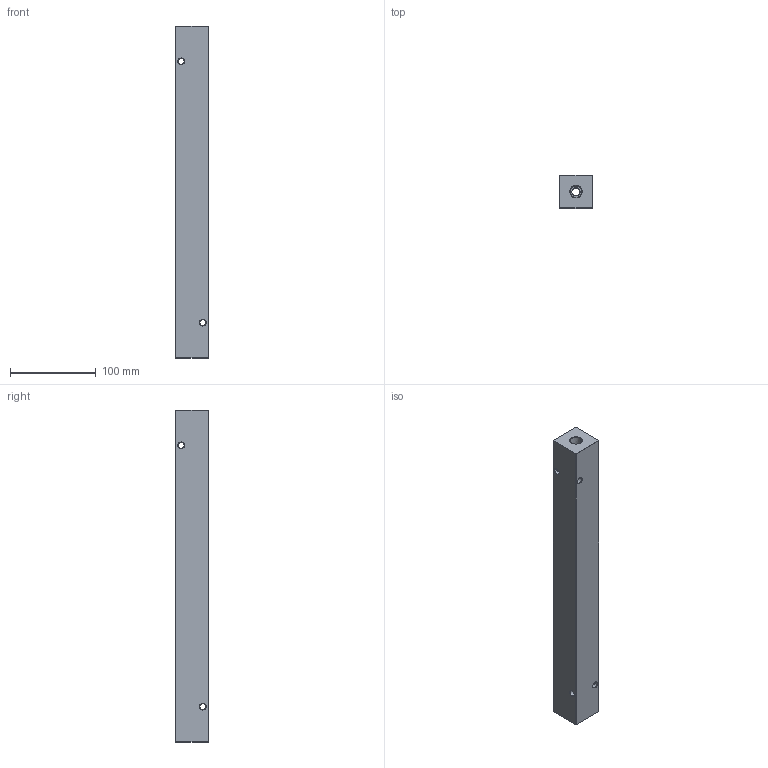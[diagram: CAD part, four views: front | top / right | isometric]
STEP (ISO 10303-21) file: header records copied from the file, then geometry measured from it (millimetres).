
FILE_DESCRIPTION (( 'STEP AP214' ), '1' );
FILE_NAME ('HM-10-0-P-4-4.STEP', '2020-02-28T16:05:55', ( '' ), ( '' ), 'SwSTEP 2.0', 'SolidWorks 2019', '' );
FILE_SCHEMA (( 'AUTOMOTIVE_DESIGN' ));
Length unit declared in the file: inch
Products named in the file (1): HM-10-0-P-4-4
Bounding box: 38.1 x 38.1 x 387.35 mm (x, y, z)
Volume: 509942.9 mm3; surface area: 80279.6 mm2
Topology: 1 solids, 1 shells, 513 faces, 1345 edges, 878 vertices
Faces by surface type: plane 263, bspline 168, cone 44, cylinder 38
Entity records: 30364 total; most frequent: CARTESIAN_POINT 12449, ORIENTED_EDGE 2690, DIRECTION 1753, EDGE_CURVE 1345, VERTEX_POINT 878, LINE 845, VECTOR 845, EDGE_LOOP 591
